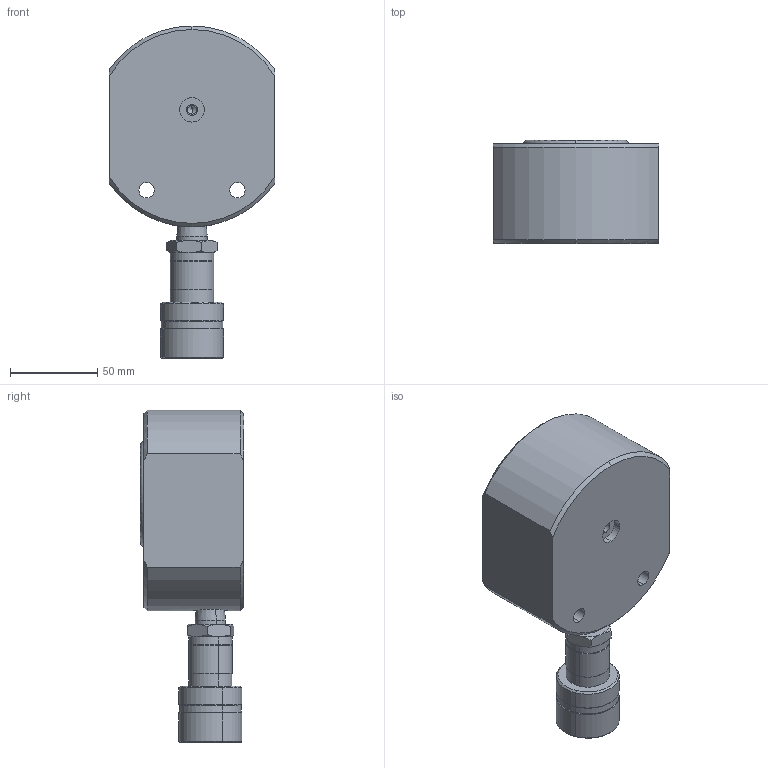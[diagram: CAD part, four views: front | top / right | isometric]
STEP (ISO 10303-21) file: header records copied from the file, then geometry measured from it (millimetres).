
FILE_DESCRIPTION (( 'STEP AP203' ), '1' );
FILE_NAME ('HPS300.STEP', '2016-12-16T11:23:39', ( '' ), ( '' ), 'SwSTEP 2.0', 'SolidWorks 2016', '' );
FILE_SCHEMA (( 'CONFIG_CONTROL_DESIGN' ));
Length unit declared in the file: millimetre
Products named in the file (8): SPC022S#00#_SPC022SC001; FFC004RC001; CF1; HPS300; CBC###F#00#_CBC076FA001; PRC076FA002_PRC076FA001; SRC060WG003; SIC013TB001
Assembly tree (8 placements, depth 2):
  HPS300
    CBC###F#00#_CBC076FA001
    PRC076FA002_PRC076FA001
    SRC060WG003
    SIC013TB001  x2
    SPC022S#00#_SPC022SC001
    FFC004RC001
    CF1
Bounding box: 95 x 59 x 190.05 mm (x, y, z)
Volume: 530360.3 mm3; surface area: 112314.9 mm2
Topology: 8 solids, 8 shells, 290 faces, 651 edges, 401 vertices
Faces by surface type: cylinder 133, cone 78, plane 59, torus 12, bspline 8
Entity records: 11805 total; most frequent: CARTESIAN_POINT 5156, DIRECTION 1303, ORIENTED_EDGE 1136, EDGE_CURVE 568, AXIS2_PLACEMENT_3D 559, VERTEX_POINT 353, EDGE_LOOP 311, CIRCLE 291
